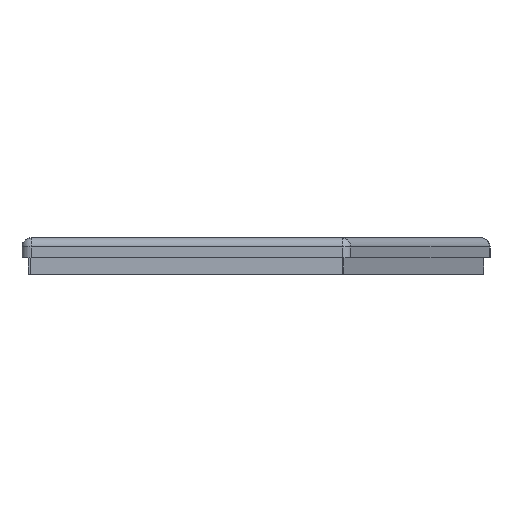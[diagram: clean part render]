
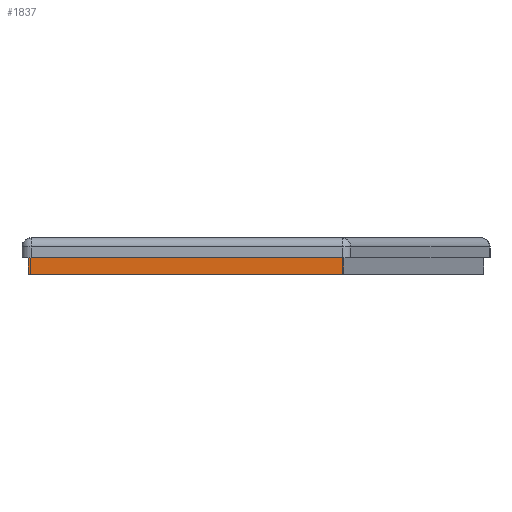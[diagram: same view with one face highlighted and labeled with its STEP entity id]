
A CAD part, front view. The second image highlights one B-rep face of the part: STEP entity #1837.
In plain terms, the highlighted planar face has unit normal (0, -1, 0).
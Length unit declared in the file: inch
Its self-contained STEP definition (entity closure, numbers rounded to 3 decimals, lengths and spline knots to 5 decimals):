
#196 = LINE ( 'NONE', #2098, #732 ) ;
#204 = CARTESIAN_POINT ( 'NONE',  ( -0.57889, -2.60045, 1.64299 ) ) ;
#217 = VERTEX_POINT ( 'NONE', #616 ) ;
#325 = LINE ( 'NONE', #1968, #855 ) ;
#383 = ORIENTED_EDGE ( 'NONE', *, *, #985, .F. ) ;
#616 = CARTESIAN_POINT ( 'NONE',  ( -0.57889, -2.60045, 1.55299 ) ) ;
#732 = VECTOR ( 'NONE', #2579, 39.37008 ) ;
#855 = VECTOR ( 'NONE', #2227, 39.37008 ) ;
#885 = DIRECTION ( 'NONE',  ( 1., 0., 0. ) ) ;
#985 = EDGE_CURVE ( 'NONE', #217, #1811, #1902, .T. ) ;
#1001 = ORIENTED_EDGE ( 'NONE', *, *, #1034, .T. ) ;
#1026 = VECTOR ( 'NONE', #2795, 39.37008 ) ;
#1029 = EDGE_LOOP ( 'NONE', ( #1001, #383, #2837, #2117 ) ) ;
#1034 = EDGE_CURVE ( 'NONE', #2352, #1811, #196, .T. ) ;
#1113 = CARTESIAN_POINT ( 'NONE',  ( -0.57889, -2.60045, 1.55299 ) ) ;
#1130 = EDGE_CURVE ( 'NONE', #1725, #217, #1252, .T. ) ;
#1178 = VECTOR ( 'NONE', #2689, 39.37008 ) ;
#1252 = LINE ( 'NONE', #2209, #1178 ) ;
#1551 = EDGE_CURVE ( 'NONE', #1725, #2352, #325, .T. ) ;
#1593 = DIRECTION ( 'NONE',  ( 0., 1., 0. ) ) ;
#1627 = CARTESIAN_POINT ( 'NONE',  ( 0., -2.60045, 1.55299 ) ) ;
#1725 = VERTEX_POINT ( 'NONE', #2464 ) ;
#1811 = VERTEX_POINT ( 'NONE', #204 ) ;
#1837 = ADVANCED_FACE ( 'NONE', ( #3058 ), #1846, .F. ) ;
#1846 = PLANE ( 'NONE',  #2494 ) ;
#1902 = LINE ( 'NONE', #1113, #1026 ) ;
#1968 = CARTESIAN_POINT ( 'NONE',  ( 1.15865, -2.60045, 1.55299 ) ) ;
#2098 = CARTESIAN_POINT ( 'NONE',  ( -0.57889, -2.60045, 1.64299 ) ) ;
#2117 = ORIENTED_EDGE ( 'NONE', *, *, #1551, .T. ) ;
#2209 = CARTESIAN_POINT ( 'NONE',  ( 0., -2.60045, 1.55299 ) ) ;
#2227 = DIRECTION ( 'NONE',  ( 0., 0., 1. ) ) ;
#2352 = VERTEX_POINT ( 'NONE', #2412 ) ;
#2412 = CARTESIAN_POINT ( 'NONE',  ( 1.15865, -2.60045, 1.64299 ) ) ;
#2464 = CARTESIAN_POINT ( 'NONE',  ( 1.15865, -2.60045, 1.55299 ) ) ;
#2494 = AXIS2_PLACEMENT_3D ( 'NONE', #1627, #1593, #885 ) ;
#2579 = DIRECTION ( 'NONE',  ( -1., 0., 0. ) ) ;
#2689 = DIRECTION ( 'NONE',  ( -1., 0., 0. ) ) ;
#2795 = DIRECTION ( 'NONE',  ( 0., 0., 1. ) ) ;
#2837 = ORIENTED_EDGE ( 'NONE', *, *, #1130, .F. ) ;
#3058 = FACE_OUTER_BOUND ( 'NONE', #1029, .T. ) ;
